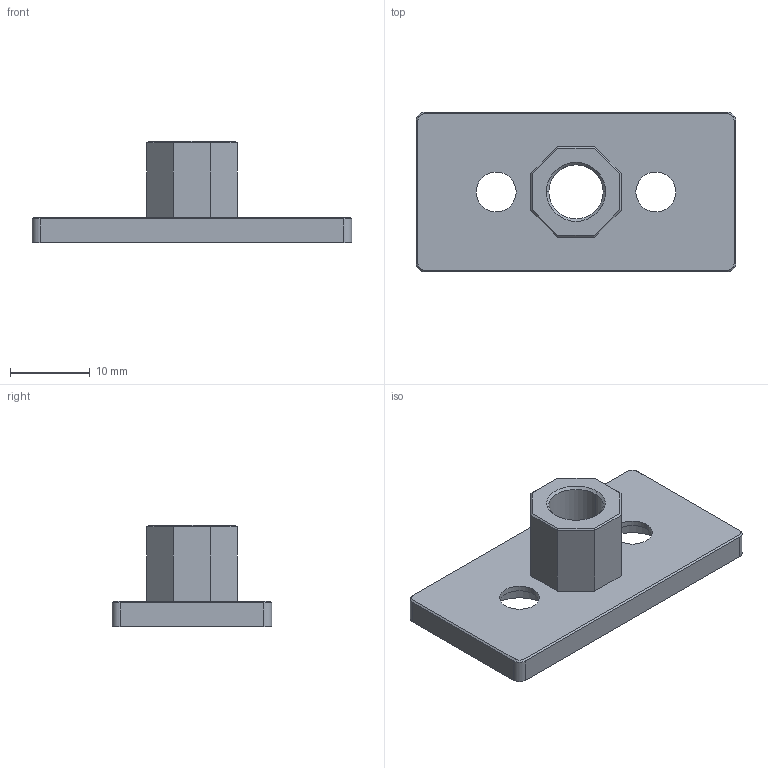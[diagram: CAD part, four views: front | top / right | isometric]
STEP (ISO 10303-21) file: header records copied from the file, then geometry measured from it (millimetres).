
FILE_DESCRIPTION (( 'STEP AP214' ), '1' );
FILE_NAME ('A232 Õîäîâÿ ãàéêà 20õ40.STEP', '2019-10-10T10:59:47', ( 'Windows User' ), ( '' ), 'SwSTEP 2.0', 'SolidWorks 2019', '' );
FILE_SCHEMA (( 'AUTOMOTIVE_DESIGN' ));
Length unit declared in the file: millimetre
Products named in the file (1): A232 Õîäîâÿ ãàéêà 20õ40
Bounding box: 40 x 20 x 12.7 mm (x, y, z)
Volume: 2750.3 mm3; surface area: 2590.4 mm2
Topology: 1 solids, 1 shells, 51 faces, 118 edges, 72 vertices
Faces by surface type: plane 29, cylinder 14, cone 8
Entity records: 1496 total; most frequent: DIRECTION 258, CARTESIAN_POINT 242, ORIENTED_EDGE 236, EDGE_CURVE 118, AXIS2_PLACEMENT_3D 88, LINE 82, VECTOR 82, VERTEX_POINT 72
